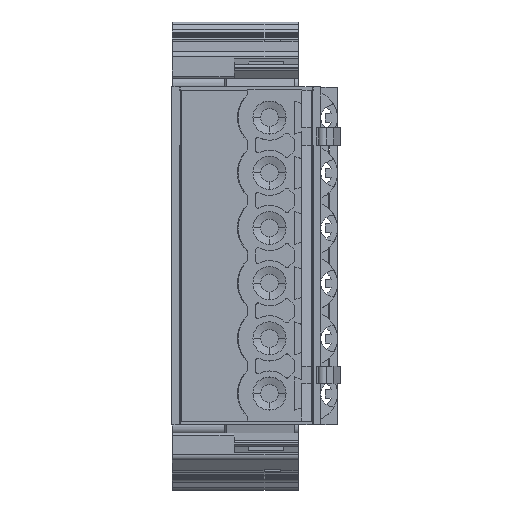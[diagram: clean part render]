
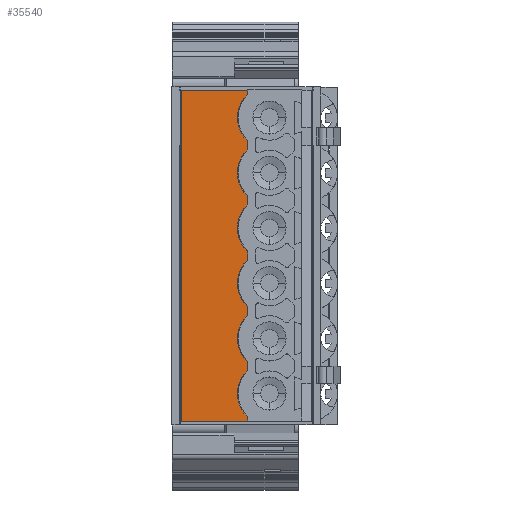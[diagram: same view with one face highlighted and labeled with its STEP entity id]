
A CAD part, top view. The second image highlights one B-rep face of the part: STEP entity #35540.
In plain terms, the highlighted planar face has unit normal (0, 0, 1).
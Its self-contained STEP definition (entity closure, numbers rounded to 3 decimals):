
#7773=CARTESIAN_POINT('',(205.767,118.304,15.15));
#7774=VERTEX_POINT('',#7773);
#7781=CARTESIAN_POINT('',(211.767,118.304,15.15));
#7782=VERTEX_POINT('',#7781);
#7783=CARTESIAN_POINT('',(205.767,118.304,15.15));
#7784=DIRECTION('',(1.,0.,0.));
#7785=VECTOR('',#7784,6.);
#7786=LINE('',#7783,#7785);
#7787=EDGE_CURVE('',#7774,#7782,#7786,.T.);
#8129=CARTESIAN_POINT('',(211.767,113.704,15.15));
#8130=VERTEX_POINT('',#8129);
#8140=CARTESIAN_POINT('',(211.767,112.904,15.15));
#8141=VERTEX_POINT('',#8140);
#8142=CARTESIAN_POINT('',(211.767,112.904,15.15));
#8143=DIRECTION('',(0.,1.,0.));
#8144=VECTOR('',#8143,0.8);
#8145=LINE('',#8142,#8144);
#8146=EDGE_CURVE('',#8141,#8130,#8145,.T.);
#8175=CARTESIAN_POINT('',(211.767,117.904,15.15));
#8176=VERTEX_POINT('',#8175);
#8186=CARTESIAN_POINT('',(213.767,115.804,15.15));
#8187=DIRECTION('',(-0.69,0.724,0.));
#8188=DIRECTION('',(0.,0.,1.));
#8189=AXIS2_PLACEMENT_3D('',#8186,#8188,#8187);
#8190=CIRCLE('',#8189,2.9);
#8191=EDGE_CURVE('',#8176,#8130,#8190,.T.);
#8210=CARTESIAN_POINT('',(211.767,117.904,15.15));
#8211=DIRECTION('',(0.,1.,0.));
#8212=VECTOR('',#8211,0.4);
#8213=LINE('',#8210,#8212);
#8214=EDGE_CURVE('',#8176,#7782,#8213,.T.);
#12540=CARTESIAN_POINT('',(211.767,108.704,15.15));
#12541=VERTEX_POINT('',#12540);
#12551=CARTESIAN_POINT('',(213.767,110.804,15.15));
#12552=DIRECTION('',(-0.69,0.724,0.));
#12553=DIRECTION('',(0.,0.,1.));
#12554=AXIS2_PLACEMENT_3D('',#12551,#12553,#12552);
#12555=CIRCLE('',#12554,2.9);
#12556=EDGE_CURVE('',#8141,#12541,#12555,.T.);
#31538=CARTESIAN_POINT('',(211.767,88.304,15.15));
#31539=VERTEX_POINT('',#31538);
#31546=CARTESIAN_POINT('',(205.767,88.304,15.15));
#31547=VERTEX_POINT('',#31546);
#31548=CARTESIAN_POINT('',(211.767,88.304,15.15));
#31549=DIRECTION('',(-1.,0.,0.));
#31550=VECTOR('',#31549,6.);
#31551=LINE('',#31548,#31550);
#31552=EDGE_CURVE('',#31539,#31547,#31551,.T.);
#31776=CARTESIAN_POINT('',(205.767,118.304,15.15));
#31777=DIRECTION('',(0.,-1.,0.));
#31778=VECTOR('',#31777,30.);
#31779=LINE('',#31776,#31778);
#31780=EDGE_CURVE('',#7774,#31547,#31779,.T.);
#35434=CARTESIAN_POINT('',(208.767,103.304,15.15));
#35435=DIRECTION('',(1.,0.,0.));
#35436=DIRECTION('',(0.,0.,1.));
#35437=AXIS2_PLACEMENT_3D('',#35434,#35436,#35435);
#35438=PLANE('',#35437);
#35439=CARTESIAN_POINT('',(211.767,92.904,15.15));
#35440=VERTEX_POINT('',#35439);
#35441=CARTESIAN_POINT('',(211.767,93.704,15.15));
#35442=VERTEX_POINT('',#35441);
#35443=CARTESIAN_POINT('',(211.767,92.904,15.15));
#35444=DIRECTION('',(0.,1.,0.));
#35445=VECTOR('',#35444,0.8);
#35446=LINE('',#35443,#35445);
#35447=EDGE_CURVE('',#35440,#35442,#35446,.T.);
#35448=ORIENTED_EDGE('',*,*,#35447,.T.);
#35449=CARTESIAN_POINT('',(210.867,95.804,15.15));
#35450=VERTEX_POINT('',#35449);
#35451=CARTESIAN_POINT('',(213.767,95.804,15.15));
#35452=DIRECTION('',(-0.69,-0.724,0.));
#35453=DIRECTION('',(0.,0.,-1.));
#35454=AXIS2_PLACEMENT_3D('',#35451,#35453,#35452);
#35455=CIRCLE('',#35454,2.9);
#35456=EDGE_CURVE('',#35442,#35450,#35455,.T.);
#35457=ORIENTED_EDGE('',*,*,#35456,.T.);
#35458=CARTESIAN_POINT('',(211.767,97.904,15.15));
#35459=VERTEX_POINT('',#35458);
#35460=CARTESIAN_POINT('',(213.767,95.804,15.15));
#35461=DIRECTION('',(-1.,0.,0.));
#35462=DIRECTION('',(0.,0.,-1.));
#35463=AXIS2_PLACEMENT_3D('',#35460,#35462,#35461);
#35464=CIRCLE('',#35463,2.9);
#35465=EDGE_CURVE('',#35450,#35459,#35464,.T.);
#35466=ORIENTED_EDGE('',*,*,#35465,.T.);
#35467=CARTESIAN_POINT('',(211.767,98.704,15.15));
#35468=VERTEX_POINT('',#35467);
#35469=CARTESIAN_POINT('',(211.767,97.904,15.15));
#35470=DIRECTION('',(0.,1.,0.));
#35471=VECTOR('',#35470,0.8);
#35472=LINE('',#35469,#35471);
#35473=EDGE_CURVE('',#35459,#35468,#35472,.T.);
#35474=ORIENTED_EDGE('',*,*,#35473,.T.);
#35475=CARTESIAN_POINT('',(211.767,102.904,15.15));
#35476=VERTEX_POINT('',#35475);
#35477=CARTESIAN_POINT('',(213.767,100.804,15.15));
#35478=DIRECTION('',(-0.69,0.724,0.));
#35479=DIRECTION('',(0.,0.,1.));
#35480=AXIS2_PLACEMENT_3D('',#35477,#35479,#35478);
#35481=CIRCLE('',#35480,2.9);
#35482=EDGE_CURVE('',#35476,#35468,#35481,.T.);
#35483=ORIENTED_EDGE('',*,*,#35482,.F.);
#35484=CARTESIAN_POINT('',(211.767,103.704,15.15));
#35485=VERTEX_POINT('',#35484);
#35486=CARTESIAN_POINT('',(211.767,102.904,15.15));
#35487=DIRECTION('',(0.,1.,0.));
#35488=VECTOR('',#35487,0.8);
#35489=LINE('',#35486,#35488);
#35490=EDGE_CURVE('',#35476,#35485,#35489,.T.);
#35491=ORIENTED_EDGE('',*,*,#35490,.T.);
#35492=CARTESIAN_POINT('',(211.767,107.904,15.15));
#35493=VERTEX_POINT('',#35492);
#35494=CARTESIAN_POINT('',(213.767,105.804,15.15));
#35495=DIRECTION('',(-0.69,0.724,0.));
#35496=DIRECTION('',(0.,0.,1.));
#35497=AXIS2_PLACEMENT_3D('',#35494,#35496,#35495);
#35498=CIRCLE('',#35497,2.9);
#35499=EDGE_CURVE('',#35493,#35485,#35498,.T.);
#35500=ORIENTED_EDGE('',*,*,#35499,.F.);
#35501=CARTESIAN_POINT('',(211.767,107.904,15.15));
#35502=DIRECTION('',(0.,1.,0.));
#35503=VECTOR('',#35502,0.8);
#35504=LINE('',#35501,#35503);
#35505=EDGE_CURVE('',#35493,#12541,#35504,.T.);
#35506=ORIENTED_EDGE('',*,*,#35505,.T.);
#35507=ORIENTED_EDGE('',*,*,#12556,.F.);
#35508=ORIENTED_EDGE('',*,*,#8146,.T.);
#35509=ORIENTED_EDGE('',*,*,#8191,.F.);
#35510=ORIENTED_EDGE('',*,*,#8214,.T.);
#35511=ORIENTED_EDGE('',*,*,#7787,.F.);
#35512=ORIENTED_EDGE('',*,*,#31780,.T.);
#35513=ORIENTED_EDGE('',*,*,#31552,.F.);
#35514=CARTESIAN_POINT('',(211.767,88.704,15.15));
#35515=VERTEX_POINT('',#35514);
#35516=CARTESIAN_POINT('',(211.767,88.704,15.15));
#35517=DIRECTION('',(0.,-1.,0.));
#35518=VECTOR('',#35517,0.4);
#35519=LINE('',#35516,#35518);
#35520=EDGE_CURVE('',#35515,#31539,#35519,.T.);
#35521=ORIENTED_EDGE('',*,*,#35520,.F.);
#35522=CARTESIAN_POINT('',(210.867,90.804,15.15));
#35523=VERTEX_POINT('',#35522);
#35524=CARTESIAN_POINT('',(213.767,90.804,15.15));
#35525=DIRECTION('',(-0.69,-0.724,0.));
#35526=DIRECTION('',(0.,0.,-1.));
#35527=AXIS2_PLACEMENT_3D('',#35524,#35526,#35525);
#35528=CIRCLE('',#35527,2.9);
#35529=EDGE_CURVE('',#35515,#35523,#35528,.T.);
#35530=ORIENTED_EDGE('',*,*,#35529,.T.);
#35531=CARTESIAN_POINT('',(213.767,90.804,15.15));
#35532=DIRECTION('',(-1.,0.,0.));
#35533=DIRECTION('',(0.,0.,-1.));
#35534=AXIS2_PLACEMENT_3D('',#35531,#35533,#35532);
#35535=CIRCLE('',#35534,2.9);
#35536=EDGE_CURVE('',#35523,#35440,#35535,.T.);
#35537=ORIENTED_EDGE('',*,*,#35536,.T.);
#35538=EDGE_LOOP('',(#35448,#35457,#35466,#35474,#35483,#35491,#35500,#35506,#35507,#35508,#35509,#35510,#35511,#35512,#35513,#35521,#35530,#35537));
#35539=FACE_OUTER_BOUND('',#35538,.T.);
#35540=ADVANCED_FACE('',(#35539),#35438,.T.);
